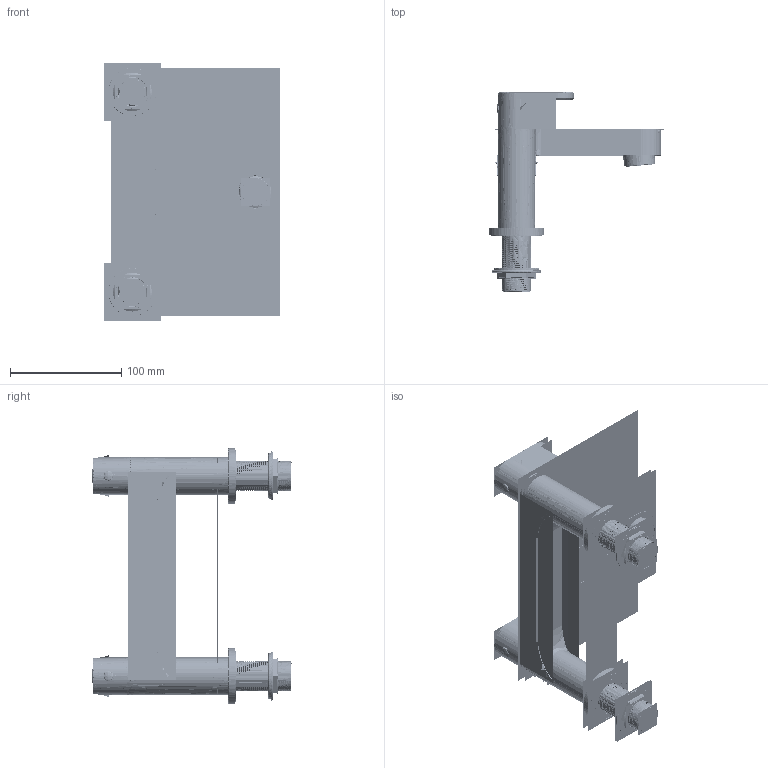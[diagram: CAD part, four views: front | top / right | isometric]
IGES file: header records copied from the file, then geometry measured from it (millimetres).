
Start section:  PTC IGES file: MBST322D_asm.igs
Global section: file name: MBST322D_asm.igs; native system: Creo Parametric by PTC Inc.; preprocessor: 2018420; author: linlina; organization: Unknown; date: 20191213.155636; units: millimetre
Bounding box: 158.79 x 178.94 x 231.69 mm (x, y, z)
Surface area: 9935102.1 mm2 (no closed solid volume)
Topology: 0 solids, 0 shells, 12608 faces, 112599 edges, 166700 vertices
Faces by surface type: bspline 12608
